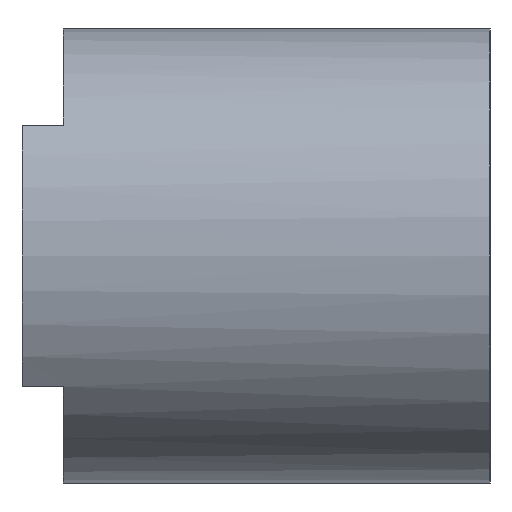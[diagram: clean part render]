
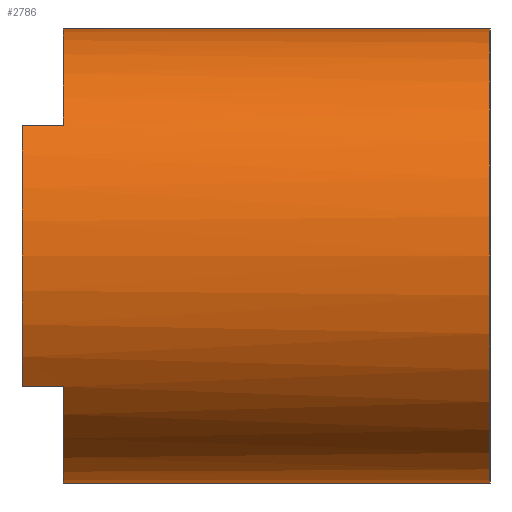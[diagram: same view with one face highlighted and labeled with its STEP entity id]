
A CAD part, left-side view. The second image highlights one B-rep face of the part: STEP entity #2786.
In plain terms, the highlighted cylindrical face has radius 8.25 mm (diameter 16.5 mm), a partial arc.
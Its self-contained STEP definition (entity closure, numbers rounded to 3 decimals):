
#34 = AXIS2_PLACEMENT_3D ( 'NONE', #618, #1056, #206 ) ;
#73 = ORIENTED_EDGE ( 'NONE', *, *, #1534, .T. ) ;
#83 = DIRECTION ( 'NONE',  ( 0., 1., 0. ) ) ;
#157 = CARTESIAN_POINT ( 'NONE',  ( -17.495, 17., -4.75 ) ) ;
#206 = DIRECTION ( 'NONE',  ( 0., 0., 1. ) ) ;
#234 = DIRECTION ( 'NONE',  ( 0., 1., 0. ) ) ;
#288 = EDGE_LOOP ( 'NONE', ( #1641, #73, #786, #2837, #822, #3597, #1225, #653 ) ) ;
#334 = DIRECTION ( 'NONE',  ( 0., 0., 1. ) ) ;
#366 = EDGE_CURVE ( 'NONE', #3515, #3486, #1481, .T. ) ;
#400 = VERTEX_POINT ( 'NONE', #698 ) ;
#458 = EDGE_CURVE ( 'NONE', #897, #1953, #2121, .T. ) ;
#464 = AXIS2_PLACEMENT_3D ( 'NONE', #1166, #3832, #334 ) ;
#618 = CARTESIAN_POINT ( 'NONE',  ( -10.75, 15.5, 0. ) ) ;
#623 = VERTEX_POINT ( 'NONE', #3115 ) ;
#624 = CARTESIAN_POINT ( 'NONE',  ( -17.495, 15.5, -4.75 ) ) ;
#653 = ORIENTED_EDGE ( 'NONE', *, *, #1435, .F. ) ;
#698 = CARTESIAN_POINT ( 'NONE',  ( -17.495, 17., 4.75 ) ) ;
#711 = DIRECTION ( 'NONE',  ( 0., -1., 0. ) ) ;
#723 = FACE_OUTER_BOUND ( 'NONE', #288, .T. ) ;
#745 = CARTESIAN_POINT ( 'NONE',  ( -10.75, 17., 0. ) ) ;
#786 = ORIENTED_EDGE ( 'NONE', *, *, #1675, .F. ) ;
#791 = VECTOR ( 'NONE', #1671, 1000. ) ;
#822 = ORIENTED_EDGE ( 'NONE', *, *, #3485, .F. ) ;
#897 = VERTEX_POINT ( 'NONE', #157 ) ;
#993 = DIRECTION ( 'NONE',  ( 0., 0., -1. ) ) ;
#1043 = VERTEX_POINT ( 'NONE', #1689 ) ;
#1056 = DIRECTION ( 'NONE',  ( 0., 1., 0. ) ) ;
#1068 = VECTOR ( 'NONE', #2290, 1000. ) ;
#1166 = CARTESIAN_POINT ( 'NONE',  ( -10.75, 0., 0. ) ) ;
#1225 = ORIENTED_EDGE ( 'NONE', *, *, #2755, .T. ) ;
#1362 = CARTESIAN_POINT ( 'NONE',  ( -10.75, 15.5, 0. ) ) ;
#1435 = EDGE_CURVE ( 'NONE', #2003, #623, #3291, .T. ) ;
#1481 = LINE ( 'NONE', #1919, #1068 ) ;
#1534 = EDGE_CURVE ( 'NONE', #1043, #400, #2275, .T. ) ;
#1641 = ORIENTED_EDGE ( 'NONE', *, *, #3283, .F. ) ;
#1649 = DIRECTION ( 'NONE',  ( 0., 1., 0. ) ) ;
#1671 = DIRECTION ( 'NONE',  ( 0., -1., 0. ) ) ;
#1675 = EDGE_CURVE ( 'NONE', #897, #400, #3233, .T. ) ;
#1689 = CARTESIAN_POINT ( 'NONE',  ( -17.495, 15.5, 4.75 ) ) ;
#1736 = CARTESIAN_POINT ( 'NONE',  ( -17.495, 17., -4.75 ) ) ;
#1864 = AXIS2_PLACEMENT_3D ( 'NONE', #2577, #711, #993 ) ;
#1919 = CARTESIAN_POINT ( 'NONE',  ( -10.75, 17., -8.25 ) ) ;
#1952 = CARTESIAN_POINT ( 'NONE',  ( -10.75, 15.5, 8.25 ) ) ;
#1953 = VERTEX_POINT ( 'NONE', #624 ) ;
#2003 = VERTEX_POINT ( 'NONE', #1952 ) ;
#2121 = LINE ( 'NONE', #1736, #791 ) ;
#2171 = CARTESIAN_POINT ( 'NONE',  ( -10.75, 15.5, -8.25 ) ) ;
#2230 = CIRCLE ( 'NONE', #2959, 8.25 ) ;
#2275 = LINE ( 'NONE', #3882, #3828 ) ;
#2290 = DIRECTION ( 'NONE',  ( 0., -1., 0. ) ) ;
#2321 = CARTESIAN_POINT ( 'NONE',  ( -10.75, 0., -8.25 ) ) ;
#2328 = CIRCLE ( 'NONE', #464, 8.25 ) ;
#2545 = CYLINDRICAL_SURFACE ( 'NONE', #1864, 8.25 ) ;
#2559 = AXIS2_PLACEMENT_3D ( 'NONE', #745, #1649, #2671 ) ;
#2577 = CARTESIAN_POINT ( 'NONE',  ( -10.75, 17., 0. ) ) ;
#2660 = DIRECTION ( 'NONE',  ( 0., 0., 1. ) ) ;
#2668 = VECTOR ( 'NONE', #3727, 1000. ) ;
#2671 = DIRECTION ( 'NONE',  ( 0., 0., 1. ) ) ;
#2755 = EDGE_CURVE ( 'NONE', #3486, #623, #2328, .T. ) ;
#2786 = ADVANCED_FACE ( 'NONE', ( #723 ), #2545, .T. ) ;
#2837 = ORIENTED_EDGE ( 'NONE', *, *, #458, .T. ) ;
#2959 = AXIS2_PLACEMENT_3D ( 'NONE', #1362, #234, #2660 ) ;
#3115 = CARTESIAN_POINT ( 'NONE',  ( -10.75, 0., 8.25 ) ) ;
#3233 = CIRCLE ( 'NONE', #2559, 8.25 ) ;
#3245 = CARTESIAN_POINT ( 'NONE',  ( -10.75, 17., 8.25 ) ) ;
#3283 = EDGE_CURVE ( 'NONE', #1043, #2003, #2230, .T. ) ;
#3291 = LINE ( 'NONE', #3245, #2668 ) ;
#3485 = EDGE_CURVE ( 'NONE', #3515, #1953, #3726, .T. ) ;
#3486 = VERTEX_POINT ( 'NONE', #2321 ) ;
#3515 = VERTEX_POINT ( 'NONE', #2171 ) ;
#3597 = ORIENTED_EDGE ( 'NONE', *, *, #366, .T. ) ;
#3726 = CIRCLE ( 'NONE', #34, 8.25 ) ;
#3727 = DIRECTION ( 'NONE',  ( 0., -1., 0. ) ) ;
#3828 = VECTOR ( 'NONE', #83, 1000. ) ;
#3832 = DIRECTION ( 'NONE',  ( 0., 1., 0. ) ) ;
#3882 = CARTESIAN_POINT ( 'NONE',  ( -17.495, 17., 4.75 ) ) ;
